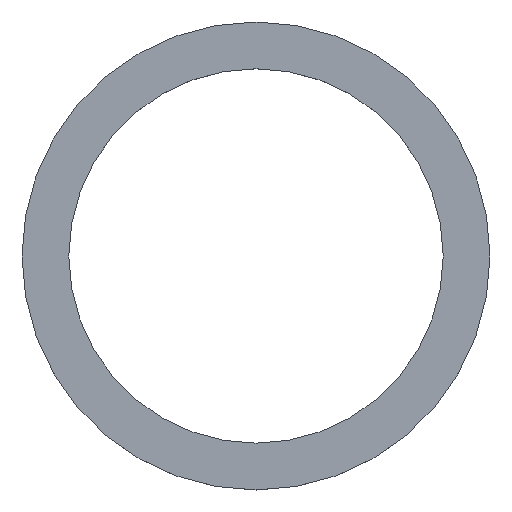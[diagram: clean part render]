
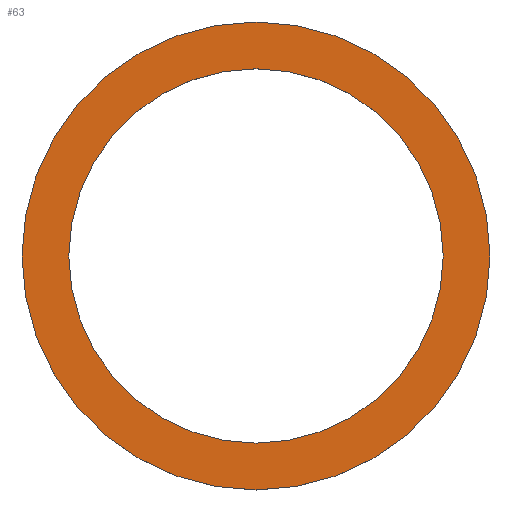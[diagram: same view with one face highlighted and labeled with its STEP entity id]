
A CAD part, top view. The second image highlights one B-rep face of the part: STEP entity #63.
In plain terms, the highlighted planar face has unit normal (0, 0, 1).
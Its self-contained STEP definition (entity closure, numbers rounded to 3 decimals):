
#15=FACE_BOUND('',#26,.T.);
#17=PLANE('',#94);
#21=FACE_OUTER_BOUND('',#25,.T.);
#25=EDGE_LOOP('',(#55));
#26=EDGE_LOOP('',(#56));
#34=CIRCLE('',#90,16.);
#35=CIRCLE('',#92,20.);
#38=VERTEX_POINT('',#120);
#39=VERTEX_POINT('',#124);
#43=EDGE_CURVE('',#38,#38,#34,.T.);
#44=EDGE_CURVE('',#39,#39,#35,.T.);
#55=ORIENTED_EDGE('',*,*,#44,.F.);
#56=ORIENTED_EDGE('',*,*,#43,.T.);
#63=ADVANCED_FACE('',(#21,#15),#17,.F.);
#90=AXIS2_PLACEMENT_3D('',#122,#103,#104);
#92=AXIS2_PLACEMENT_3D('',#125,#107,#108);
#94=AXIS2_PLACEMENT_3D('',#129,#112,#113);
#103=DIRECTION('center_axis',(0.,0.,-1.));
#104=DIRECTION('ref_axis',(-1.,0.,0.));
#107=DIRECTION('center_axis',(0.,0.,-1.));
#108=DIRECTION('ref_axis',(-1.,0.,0.));
#112=DIRECTION('center_axis',(0.,0.,-1.));
#113=DIRECTION('ref_axis',(-1.,0.,0.));
#120=CARTESIAN_POINT('',(16.,0.,1.5));
#122=CARTESIAN_POINT('Origin',(0.,0.,1.5));
#124=CARTESIAN_POINT('',(20.,0.,1.5));
#125=CARTESIAN_POINT('Origin',(0.,0.,1.5));
#129=CARTESIAN_POINT('Origin',(0.,0.,1.5));
